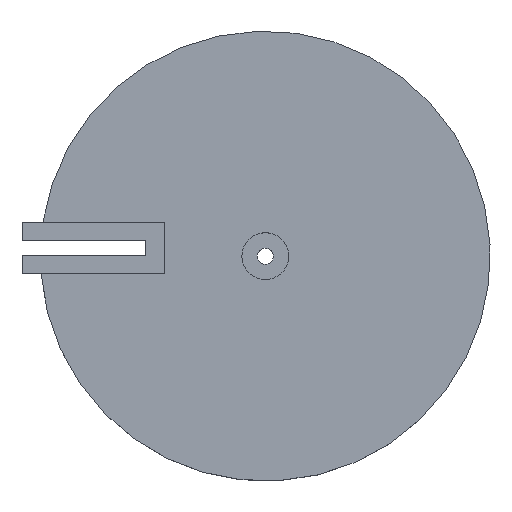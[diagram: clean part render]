
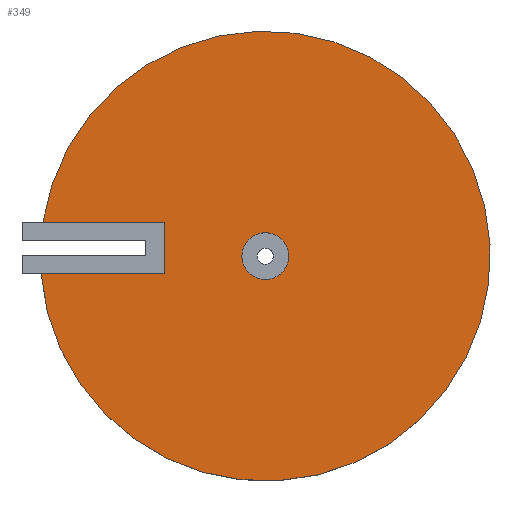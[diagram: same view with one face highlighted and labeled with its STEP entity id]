
A CAD part, top view. The second image highlights one B-rep face of the part: STEP entity #349.
In plain terms, the highlighted planar face has unit normal (0, 0, 1).
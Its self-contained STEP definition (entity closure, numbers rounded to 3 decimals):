
#54=FACE_BOUND('',#90,.T.);
#57=CIRCLE('',#390,24.5);
#58=CIRCLE('',#391,2.55);
#72=FACE_OUTER_BOUND('',#89,.T.);
#89=EDGE_LOOP('',(#291,#292,#293,#294));
#90=EDGE_LOOP('',(#295));
#101=LINE('',#495,#137);
#122=LINE('',#538,#158);
#127=LINE('',#545,#163);
#137=VECTOR('',#409,10.);
#158=VECTOR('',#438,10.);
#163=VECTOR('',#445,10.);
#173=VERTEX_POINT('',#493);
#174=VERTEX_POINT('',#494);
#191=VERTEX_POINT('',#536);
#192=VERTEX_POINT('',#537);
#197=VERTEX_POINT('',#558);
#201=EDGE_CURVE('',#173,#174,#101,.T.);
#222=EDGE_CURVE('',#191,#192,#122,.T.);
#227=EDGE_CURVE('',#174,#191,#127,.T.);
#233=EDGE_CURVE('',#192,#173,#57,.T.);
#234=EDGE_CURVE('',#197,#197,#58,.T.);
#291=ORIENTED_EDGE('',*,*,#201,.T.);
#292=ORIENTED_EDGE('',*,*,#227,.T.);
#293=ORIENTED_EDGE('',*,*,#222,.T.);
#294=ORIENTED_EDGE('',*,*,#233,.T.);
#295=ORIENTED_EDGE('',*,*,#234,.T.);
#335=PLANE('',#389);
#349=ADVANCED_FACE('',(#72,#54),#335,.T.);
#389=AXIS2_PLACEMENT_3D('',#556,#455,#456);
#390=AXIS2_PLACEMENT_3D('',#557,#457,#458);
#391=AXIS2_PLACEMENT_3D('',#559,#459,#460);
#409=DIRECTION('',(1.,0.,0.));
#438=DIRECTION('',(-1.,0.,0.));
#445=DIRECTION('',(0.,-1.,0.));
#455=DIRECTION('center_axis',(0.,0.,1.));
#456=DIRECTION('ref_axis',(1.,0.,0.));
#457=DIRECTION('center_axis',(0.,0.,1.));
#458=DIRECTION('ref_axis',(1.,0.,0.));
#459=DIRECTION('center_axis',(0.,0.,-1.));
#460=DIRECTION('ref_axis',(1.,0.,0.));
#493=CARTESIAN_POINT('',(-24.22,3.695,6.7));
#494=CARTESIAN_POINT('',(-11.,3.695,6.7));
#495=CARTESIAN_POINT('',(-13.25,3.695,6.7));
#536=CARTESIAN_POINT('',(-11.,-1.925,6.7));
#537=CARTESIAN_POINT('',(-24.424,-1.925,6.7));
#538=CARTESIAN_POINT('',(-5.5,-1.925,6.7));
#545=CARTESIAN_POINT('',(-11.,1.848,6.7));
#556=CARTESIAN_POINT('Origin',(0.,0.,6.7));
#557=CARTESIAN_POINT('Origin',(0.,0.,6.7));
#558=CARTESIAN_POINT('',(-2.55,0.,6.7));
#559=CARTESIAN_POINT('Origin',(0.,0.,6.7));
